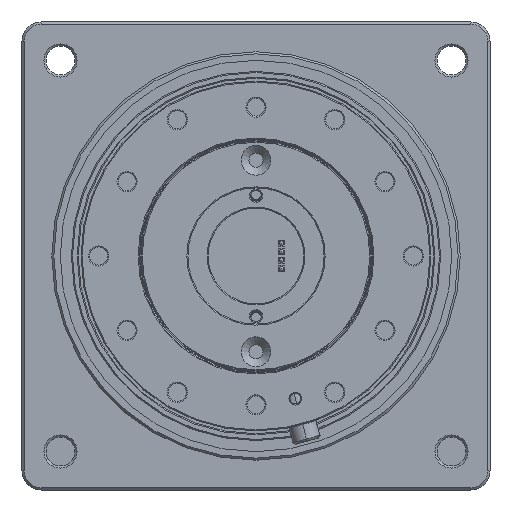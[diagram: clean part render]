
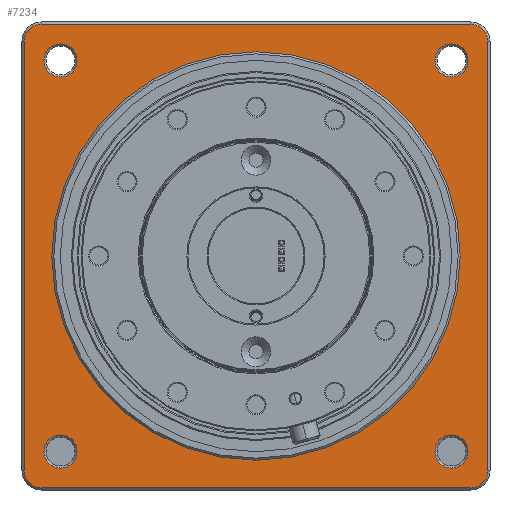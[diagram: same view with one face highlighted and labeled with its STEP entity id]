
A CAD part, front view. The second image highlights one B-rep face of the part: STEP entity #7234.
In plain terms, the highlighted planar face has unit normal (0, -1, 0).
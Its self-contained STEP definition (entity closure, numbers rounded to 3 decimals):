
#481=FACE_BOUND('',#1542,.T.);
#482=FACE_BOUND('',#1543,.T.);
#483=FACE_BOUND('',#1544,.T.);
#484=FACE_BOUND('',#1545,.T.);
#485=FACE_BOUND('',#1546,.T.);
#606=PLANE('',#8180);
#988=FACE_OUTER_BOUND('',#1541,.T.);
#1541=EDGE_LOOP('',(#6031,#6032,#6033,#6034,#6035,#6036,#6037,#6038));
#1542=EDGE_LOOP('',(#6039));
#1543=EDGE_LOOP('',(#6040));
#1544=EDGE_LOOP('',(#6041));
#1545=EDGE_LOOP('',(#6042));
#1546=EDGE_LOOP('',(#6043));
#1990=LINE('',#16330,#2453);
#1991=LINE('',#16334,#2454);
#1992=LINE('',#16338,#2455);
#1993=LINE('',#16342,#2456);
#2453=VECTOR('',#9973,10.);
#2454=VECTOR('',#9976,10.);
#2455=VECTOR('',#9979,10.);
#2456=VECTOR('',#9982,10.);
#2950=CIRCLE('',#8178,48.);
#2952=CIRCLE('',#8181,4.);
#2953=CIRCLE('',#8182,4.);
#2954=CIRCLE('',#8183,4.);
#2955=CIRCLE('',#8184,4.);
#2956=CIRCLE('',#8185,3.89);
#2957=CIRCLE('',#8186,3.89);
#2958=CIRCLE('',#8187,3.89);
#2959=CIRCLE('',#8188,3.89);
#3510=VERTEX_POINT('',#16322);
#3512=VERTEX_POINT('',#16328);
#3513=VERTEX_POINT('',#16329);
#3514=VERTEX_POINT('',#16331);
#3515=VERTEX_POINT('',#16333);
#3516=VERTEX_POINT('',#16335);
#3517=VERTEX_POINT('',#16337);
#3518=VERTEX_POINT('',#16339);
#3519=VERTEX_POINT('',#16341);
#3520=VERTEX_POINT('',#16344);
#3521=VERTEX_POINT('',#16346);
#3522=VERTEX_POINT('',#16348);
#3523=VERTEX_POINT('',#16350);
#4378=EDGE_CURVE('',#3510,#3510,#2950,.T.);
#4381=EDGE_CURVE('',#3512,#3513,#1990,.T.);
#4382=EDGE_CURVE('',#3514,#3512,#2952,.T.);
#4383=EDGE_CURVE('',#3515,#3514,#1991,.T.);
#4384=EDGE_CURVE('',#3516,#3515,#2953,.T.);
#4385=EDGE_CURVE('',#3517,#3516,#1992,.T.);
#4386=EDGE_CURVE('',#3518,#3517,#2954,.T.);
#4387=EDGE_CURVE('',#3519,#3518,#1993,.T.);
#4388=EDGE_CURVE('',#3513,#3519,#2955,.T.);
#4389=EDGE_CURVE('',#3520,#3520,#2956,.T.);
#4390=EDGE_CURVE('',#3521,#3521,#2957,.T.);
#4391=EDGE_CURVE('',#3522,#3522,#2958,.T.);
#4392=EDGE_CURVE('',#3523,#3523,#2959,.T.);
#6031=ORIENTED_EDGE('',*,*,#4381,.F.);
#6032=ORIENTED_EDGE('',*,*,#4382,.F.);
#6033=ORIENTED_EDGE('',*,*,#4383,.F.);
#6034=ORIENTED_EDGE('',*,*,#4384,.F.);
#6035=ORIENTED_EDGE('',*,*,#4385,.F.);
#6036=ORIENTED_EDGE('',*,*,#4386,.F.);
#6037=ORIENTED_EDGE('',*,*,#4387,.F.);
#6038=ORIENTED_EDGE('',*,*,#4388,.F.);
#6039=ORIENTED_EDGE('',*,*,#4389,.F.);
#6040=ORIENTED_EDGE('',*,*,#4390,.F.);
#6041=ORIENTED_EDGE('',*,*,#4391,.F.);
#6042=ORIENTED_EDGE('',*,*,#4392,.F.);
#6043=ORIENTED_EDGE('',*,*,#4378,.F.);
#7234=ADVANCED_FACE('',(#988,#481,#482,#483,#484,#485),#606,.F.);
#8178=AXIS2_PLACEMENT_3D('',#16323,#9966,#9967);
#8180=AXIS2_PLACEMENT_3D('',#16327,#9971,#9972);
#8181=AXIS2_PLACEMENT_3D('',#16332,#9974,#9975);
#8182=AXIS2_PLACEMENT_3D('',#16336,#9977,#9978);
#8183=AXIS2_PLACEMENT_3D('',#16340,#9980,#9981);
#8184=AXIS2_PLACEMENT_3D('',#16343,#9983,#9984);
#8185=AXIS2_PLACEMENT_3D('',#16345,#9985,#9986);
#8186=AXIS2_PLACEMENT_3D('',#16347,#9987,#9988);
#8187=AXIS2_PLACEMENT_3D('',#16349,#9989,#9990);
#8188=AXIS2_PLACEMENT_3D('',#16351,#9991,#9992);
#9966=DIRECTION('center_axis',(0.,-1.,0.));
#9967=DIRECTION('ref_axis',(1.,0.,0.));
#9971=DIRECTION('center_axis',(0.,1.,0.));
#9972=DIRECTION('ref_axis',(1.,0.,0.));
#9973=DIRECTION('',(0.,0.,1.));
#9974=DIRECTION('center_axis',(0.,1.,0.));
#9975=DIRECTION('ref_axis',(0.,0.,-1.));
#9976=DIRECTION('',(-1.,0.,0.));
#9977=DIRECTION('center_axis',(0.,1.,0.));
#9978=DIRECTION('ref_axis',(1.,0.,0.));
#9979=DIRECTION('',(0.,0.,-1.));
#9980=DIRECTION('center_axis',(0.,1.,0.));
#9981=DIRECTION('ref_axis',(0.,0.,1.));
#9982=DIRECTION('',(1.,0.,0.));
#9983=DIRECTION('center_axis',(0.,1.,0.));
#9984=DIRECTION('ref_axis',(-1.,0.,0.));
#9985=DIRECTION('center_axis',(0.,-1.,0.));
#9986=DIRECTION('ref_axis',(0.,0.,-1.));
#9987=DIRECTION('center_axis',(0.,-1.,0.));
#9988=DIRECTION('ref_axis',(0.,0.,-1.));
#9989=DIRECTION('center_axis',(0.,-1.,0.));
#9990=DIRECTION('ref_axis',(0.,0.,-1.));
#9991=DIRECTION('center_axis',(0.,-1.,0.));
#9992=DIRECTION('ref_axis',(0.,0.,-1.));
#16322=CARTESIAN_POINT('',(-48.,0.,0.));
#16323=CARTESIAN_POINT('Origin',(0.,0.,0.));
#16327=CARTESIAN_POINT('Origin',(0.,0.,0.));
#16328=CARTESIAN_POINT('',(-54.5,0.,-50.5));
#16329=CARTESIAN_POINT('',(-54.5,0.,50.5));
#16330=CARTESIAN_POINT('',(-54.5,0.,-25.25));
#16331=CARTESIAN_POINT('',(-50.5,0.,-54.5));
#16332=CARTESIAN_POINT('Origin',(-50.5,0.,-50.5));
#16333=CARTESIAN_POINT('',(50.5,0.,-54.5));
#16334=CARTESIAN_POINT('',(25.25,0.,-54.5));
#16335=CARTESIAN_POINT('',(54.5,0.,-50.5));
#16336=CARTESIAN_POINT('Origin',(50.5,0.,-50.5));
#16337=CARTESIAN_POINT('',(54.5,0.,50.5));
#16338=CARTESIAN_POINT('',(54.5,0.,25.25));
#16339=CARTESIAN_POINT('',(50.5,0.,54.5));
#16340=CARTESIAN_POINT('Origin',(50.5,0.,50.5));
#16341=CARTESIAN_POINT('',(-50.5,0.,54.5));
#16342=CARTESIAN_POINT('',(-25.25,0.,54.5));
#16343=CARTESIAN_POINT('Origin',(-50.5,0.,50.5));
#16344=CARTESIAN_POINT('',(45.96,0.,-42.07));
#16345=CARTESIAN_POINT('Origin',(45.96,0.,-45.96));
#16346=CARTESIAN_POINT('',(45.96,0.,49.85));
#16347=CARTESIAN_POINT('Origin',(45.96,0.,45.96));
#16348=CARTESIAN_POINT('',(-45.96,0.,-42.07));
#16349=CARTESIAN_POINT('Origin',(-45.96,0.,-45.96));
#16350=CARTESIAN_POINT('',(-45.96,0.,49.85));
#16351=CARTESIAN_POINT('Origin',(-45.96,0.,45.96));
